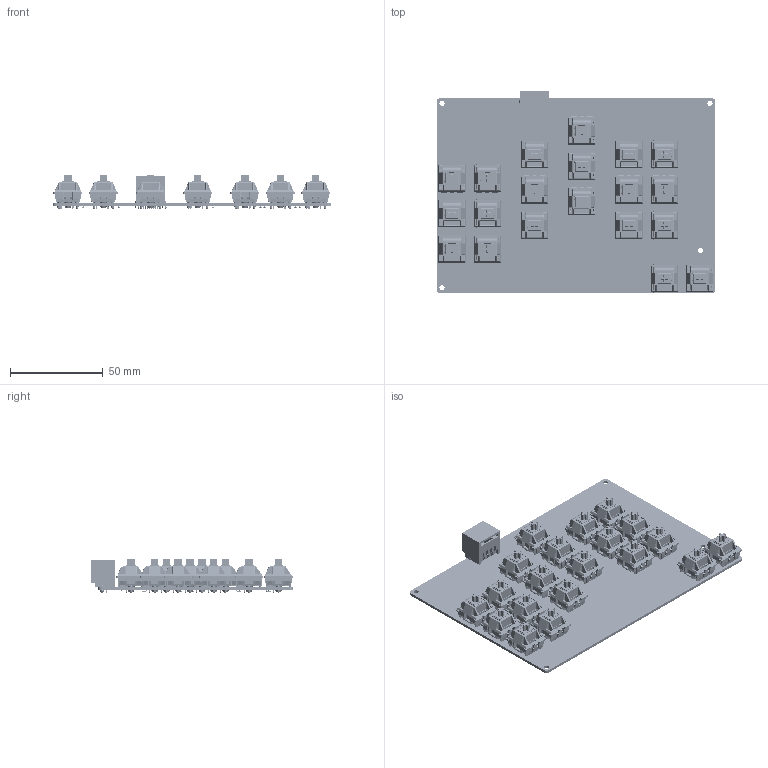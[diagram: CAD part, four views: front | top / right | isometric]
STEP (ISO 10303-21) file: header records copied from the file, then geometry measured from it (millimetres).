
FILE_DESCRIPTION(('KiCad electronic assembly'),'2;1');
FILE_NAME('left_hand.step','2025-08-29T16:55:07',('Pcbnew'),('Kicad'), 'Open CASCADE STEP processor 7.9','KiCad to STEP converter','Unknown' );
FILE_SCHEMA(('AUTOMOTIVE_DESIGN { 1 0 10303 214 1 1 1 1 }'));
Length unit declared in the file: millimetre
Products named in the file (5): left_hand 1; SW_Cherry_MX_PCB; 942; D_SOD-323; left_hand_PCB
Assembly tree (37 placements, depth 2):
  left_hand 1
    SW_Cherry_MX_PCB  x20
    942
    D_SOD-323  x15
    left_hand_PCB
Bounding box: 150 x 108.88 x 18.74 mm (x, y, z)
Volume: 44599.5 mm3; surface area: 100348.6 mm2
Topology: 157 solids, 157 shells, 20168 faces, 53292 edges, 33584 vertices
Faces by surface type: plane 12468, cylinder 5342, bspline 896, torus 736, sphere 520, cone 204, revolution 2
Full cylindrical faces by diameter (mm): 0.45 x16, 0.61 x8, 1.5 x40, 1.75 x40, 1.89 x2, 2.36 x2, 2.75 x4, 4 x20
Entity records: 66685 total; most frequent: CARTESIAN_POINT 21275, ORIENTED_EDGE 8154, DIRECTION 7291, EDGE_CURVE 4077, LINE 2835, VECTOR 2835, VERTEX_POINT 2599, AXIS2_PLACEMENT_3D 2227
